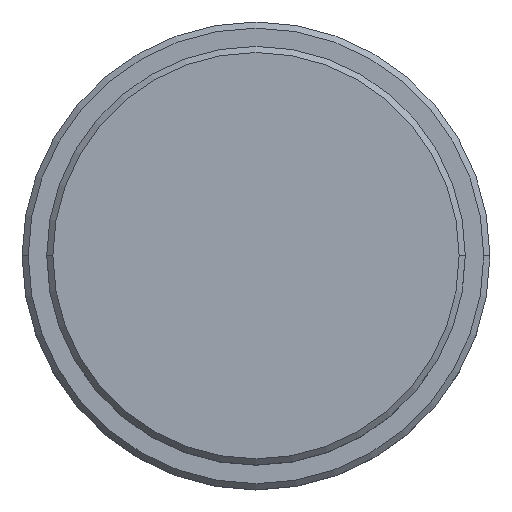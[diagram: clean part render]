
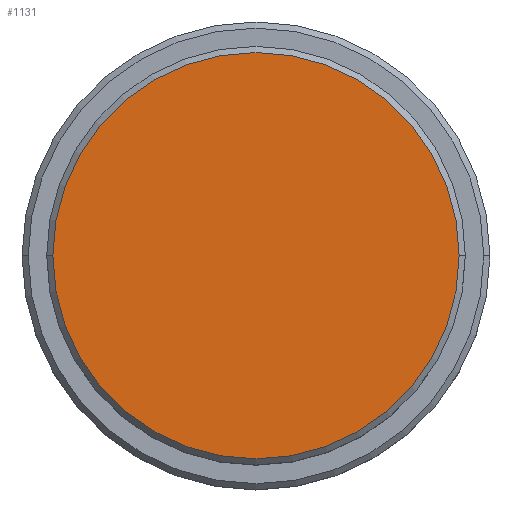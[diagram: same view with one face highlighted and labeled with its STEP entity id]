
A CAD part, top view. The second image highlights one B-rep face of the part: STEP entity #1131.
In plain terms, the highlighted planar face has unit normal (0, 0, 1).
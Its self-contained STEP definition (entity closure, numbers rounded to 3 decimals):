
#162 = FACE_OUTER_BOUND ( 'NONE', #866, .T. ) ;
#246 = CARTESIAN_POINT ( 'NONE',  ( 0., 0., 0. ) ) ;
#325 = CARTESIAN_POINT ( 'NONE',  ( -16.5, 0., 0. ) ) ;
#395 = AXIS2_PLACEMENT_3D ( 'NONE', #246, #1315, #479 ) ;
#479 = DIRECTION ( 'NONE',  ( 1., 0., 0. ) ) ;
#490 = ORIENTED_EDGE ( 'NONE', *, *, #613, .T. ) ;
#510 = CARTESIAN_POINT ( 'NONE',  ( 0., 0., 0. ) ) ;
#518 = DIRECTION ( 'NONE',  ( 0., 0., 1. ) ) ;
#613 = EDGE_CURVE ( 'NONE', #957, #665, #713, .T. ) ;
#620 = CARTESIAN_POINT ( 'NONE',  ( 0., 0., 0. ) ) ;
#621 = PLANE ( 'NONE',  #849 ) ;
#665 = VERTEX_POINT ( 'NONE', #992 ) ;
#713 = CIRCLE ( 'NONE', #395, 16.5 ) ;
#837 = EDGE_CURVE ( 'NONE', #665, #957, #1143, .T. ) ;
#838 = DIRECTION ( 'NONE',  ( 0., 0., 1. ) ) ;
#849 = AXIS2_PLACEMENT_3D ( 'NONE', #510, #838, #928 ) ;
#866 = EDGE_LOOP ( 'NONE', ( #490, #976 ) ) ;
#928 = DIRECTION ( 'NONE',  ( 1., 0., 0. ) ) ;
#957 = VERTEX_POINT ( 'NONE', #325 ) ;
#976 = ORIENTED_EDGE ( 'NONE', *, *, #837, .T. ) ;
#992 = CARTESIAN_POINT ( 'NONE',  ( 16.5, 0., 0. ) ) ;
#1131 = ADVANCED_FACE ( 'NONE', ( #162 ), #621, .T. ) ;
#1143 = CIRCLE ( 'NONE', #1265, 16.5 ) ;
#1163 = DIRECTION ( 'NONE',  ( 1., 0., 0. ) ) ;
#1265 = AXIS2_PLACEMENT_3D ( 'NONE', #620, #518, #1163 ) ;
#1315 = DIRECTION ( 'NONE',  ( 0., 0., 1. ) ) ;
